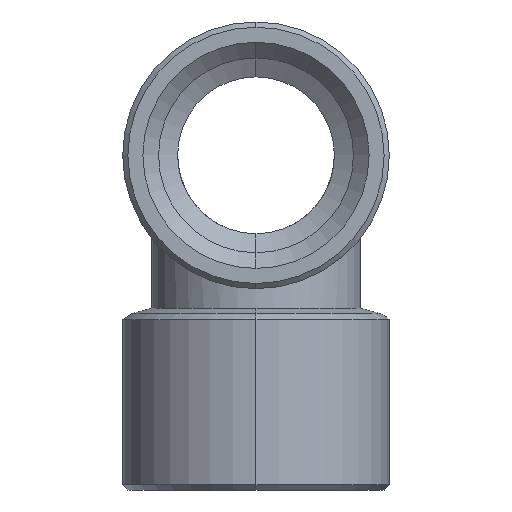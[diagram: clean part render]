
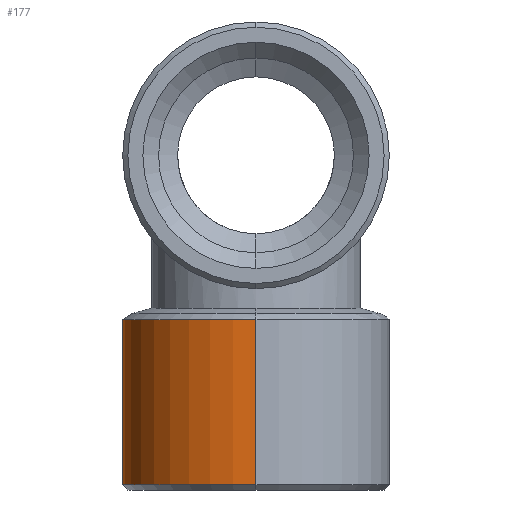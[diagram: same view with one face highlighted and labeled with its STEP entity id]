
A CAD part, left-side view. The second image highlights one B-rep face of the part: STEP entity #177.
In plain terms, the highlighted cylindrical face has radius 12.75 mm (diameter 25.5 mm), a partial arc.
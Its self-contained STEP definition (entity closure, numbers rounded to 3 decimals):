
#26 = VERTEX_POINT ( 'NONE', #1203 ) ;
#42 = AXIS2_PLACEMENT_3D ( 'NONE', #905, #1634, #2427 ) ;
#110 = CARTESIAN_POINT ( 'NONE',  ( -66.483, -147.362, -49.854 ) ) ;
#139 = VERTEX_POINT ( 'NONE', #1854 ) ;
#165 = EDGE_CURVE ( 'NONE', #139, #391, #214, .T. ) ;
#177 = ADVANCED_FACE ( 'NONE', ( #1537 ), #2174, .T. ) ;
#214 = LINE ( 'NONE', #2244, #1731 ) ;
#391 = VERTEX_POINT ( 'NONE', #1205 ) ;
#432 = EDGE_CURVE ( 'NONE', #26, #1464, #1310, .T. ) ;
#566 = ORIENTED_EDGE ( 'NONE', *, *, #2135, .T. ) ;
#619 = DIRECTION ( 'NONE',  ( -1., 0., 0. ) ) ;
#638 = VECTOR ( 'NONE', #899, 1000. ) ;
#899 = DIRECTION ( 'NONE',  ( 0., 0., 1. ) ) ;
#905 = CARTESIAN_POINT ( 'NONE',  ( -53.733, -147.362, -33.566 ) ) ;
#1042 = CIRCLE ( 'NONE', #1609, 12.75 ) ;
#1154 = DIRECTION ( 'NONE',  ( 0., 0., 1. ) ) ;
#1203 = CARTESIAN_POINT ( 'NONE',  ( -66.483, -147.362, -49.354 ) ) ;
#1205 = CARTESIAN_POINT ( 'NONE',  ( -40.983, -147.362, -33.566 ) ) ;
#1271 = ORIENTED_EDGE ( 'NONE', *, *, #165, .F. ) ;
#1310 = LINE ( 'NONE', #110, #638 ) ;
#1312 = CARTESIAN_POINT ( 'NONE',  ( -53.733, -147.362, -49.854 ) ) ;
#1464 = VERTEX_POINT ( 'NONE', #2122 ) ;
#1487 = EDGE_LOOP ( 'NONE', ( #566, #1714, #1958, #1271 ) ) ;
#1537 = FACE_OUTER_BOUND ( 'NONE', #1487, .T. ) ;
#1546 = CARTESIAN_POINT ( 'NONE',  ( -53.733, -147.362, -49.354 ) ) ;
#1609 = AXIS2_PLACEMENT_3D ( 'NONE', #1546, #2291, #619 ) ;
#1634 = DIRECTION ( 'NONE',  ( 0., 0., -1. ) ) ;
#1678 = DIRECTION ( 'NONE',  ( 1., 0., 0. ) ) ;
#1690 = DIRECTION ( 'NONE',  ( 0., 0., 1. ) ) ;
#1714 = ORIENTED_EDGE ( 'NONE', *, *, #432, .T. ) ;
#1731 = VECTOR ( 'NONE', #1690, 1000. ) ;
#1854 = CARTESIAN_POINT ( 'NONE',  ( -40.983, -147.362, -49.354 ) ) ;
#1958 = ORIENTED_EDGE ( 'NONE', *, *, #1962, .T. ) ;
#1962 = EDGE_CURVE ( 'NONE', #1464, #391, #1967, .T. ) ;
#1967 = CIRCLE ( 'NONE', #42, 12.75 ) ;
#2122 = CARTESIAN_POINT ( 'NONE',  ( -66.483, -147.362, -33.566 ) ) ;
#2135 = EDGE_CURVE ( 'NONE', #139, #26, #1042, .T. ) ;
#2174 = CYLINDRICAL_SURFACE ( 'NONE', #2416, 12.75 ) ;
#2244 = CARTESIAN_POINT ( 'NONE',  ( -40.983, -147.362, -49.854 ) ) ;
#2291 = DIRECTION ( 'NONE',  ( 0., 0., 1. ) ) ;
#2416 = AXIS2_PLACEMENT_3D ( 'NONE', #1312, #1154, #1678 ) ;
#2427 = DIRECTION ( 'NONE',  ( 1., 0., 0. ) ) ;
